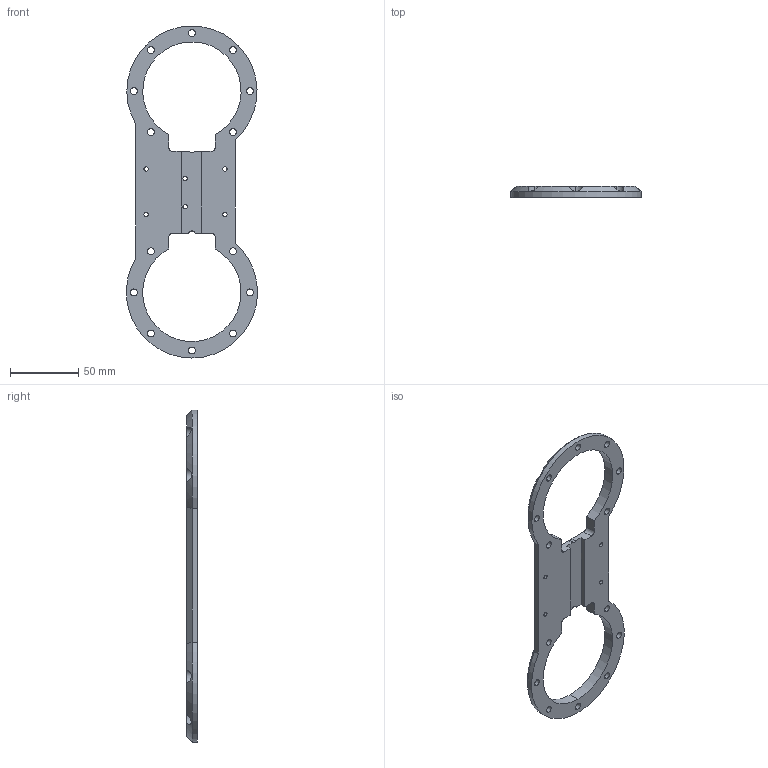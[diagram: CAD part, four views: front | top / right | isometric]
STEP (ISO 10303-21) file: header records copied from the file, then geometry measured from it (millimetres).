
FILE_DESCRIPTION (( 'STEP AP214' ), '1' );
FILE_NAME ('湮虯.STEP', '2024-08-19T06:14:39', ( '' ), ( '' ), 'SwSTEP 2.0', 'SolidWorks 2020', '' );
FILE_SCHEMA (( 'AUTOMOTIVE_DESIGN' ));
Length unit declared in the file: millimetre
Products named in the file (1): 湮虯
Bounding box: 95.96 x 8 x 243.06 mm (x, y, z)
Volume: 67191.4 mm3; surface area: 30201.4 mm2
Topology: 1 solids, 1 shells, 127 faces, 366 edges, 242 vertices
Faces by surface type: cylinder 89, plane 35, cone 3
Entity records: 4739 total; most frequent: CARTESIAN_POINT 1150, DIRECTION 790, ORIENTED_EDGE 732, EDGE_CURVE 366, AXIS2_PLACEMENT_3D 326, VERTEX_POINT 242, CIRCLE 198, EDGE_LOOP 172
